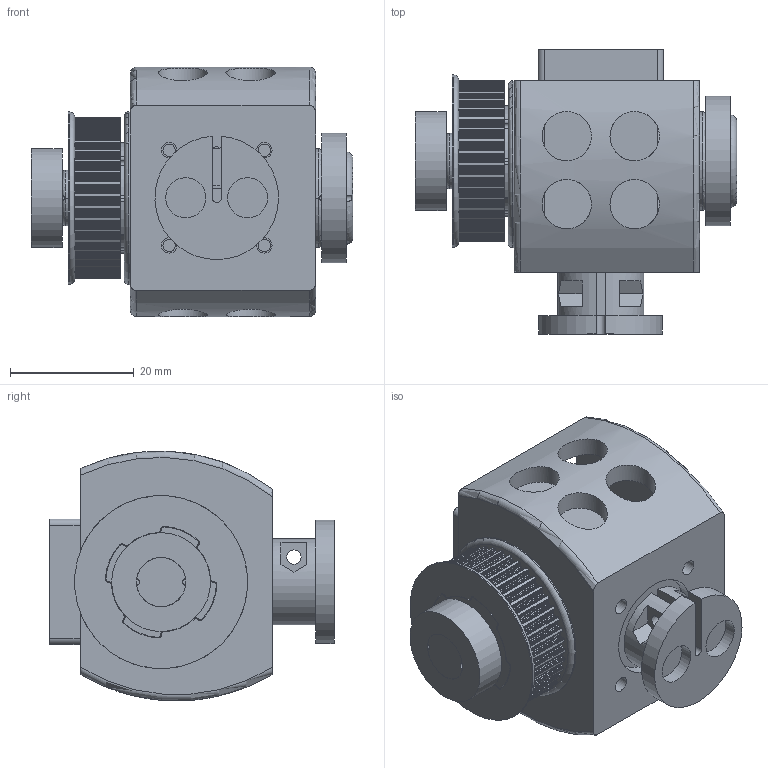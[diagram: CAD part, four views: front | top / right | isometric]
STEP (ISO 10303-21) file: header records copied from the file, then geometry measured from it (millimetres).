
FILE_DESCRIPTION(/* description */ (''),/* implementation_level */ '2;1');
FILE_NAME(/* name */ 'axis6motorHolder v47.step',/* time_stamp */ '2019-09-09T10:44:58+02:00',/* author */ (''),/* organization */ (''),/* preprocessor_version */ 'ST-DEVELOPER v18',/* originating_system */ 'Autodesk Translation Framework v8.6.0.1094',/* authorisation */ '');
FILE_SCHEMA (('AUTOMOTIVE_DESIGN { 1 0 10303 214 3 1 1 }'));
Length unit declared in the file: millimetre
Products named in the file (12): axis6motorHolder; axis6motorHolder_1; Axis5Pulley; Pulley42; Bearing16_8_5; Bearing16_8_5_1; Bearing21_15_4; Bearing21_15_4_1; Nema8; Nema8_1; Axis6; Axis6_1
Assembly tree (11 placements, depth 3):
  axis6motorHolder
    axis6motorHolder_1
    Axis5Pulley
      Pulley42
    Bearing16_8_5
      Bearing16_8_5_1
    Bearing21_15_4
      Bearing21_15_4_1
    Nema8
      Nema8_1
    Axis6
      Axis6_1
Bounding box: 52 x 46 x 40.41 mm (x, y, z)
Volume: 34639.9 mm3; surface area: 18735.4 mm2
Topology: 6 solids, 6 shells, 1066 faces, 3137 edges, 2091 vertices
Faces by surface type: plane 895, cylinder 149, torus 21, cone 1
Full cylindrical faces by diameter (mm): 1 x4, 2 x4, 2.3 x2, 2.5 x4, 4 x1, 6 x1, 6.5 x2, 8 x9, 15 x1, 16 x2, 16.5 x1, 21 x1, 28 x1
Entity records: 36261 total; most frequent: CARTESIAN_POINT 7238, ORIENTED_EDGE 6282, DIRECTION 5576, EDGE_CURVE 3141, LINE 2746, VECTOR 2746, VERTEX_POINT 2091, AXIS2_PLACEMENT_3D 1415
